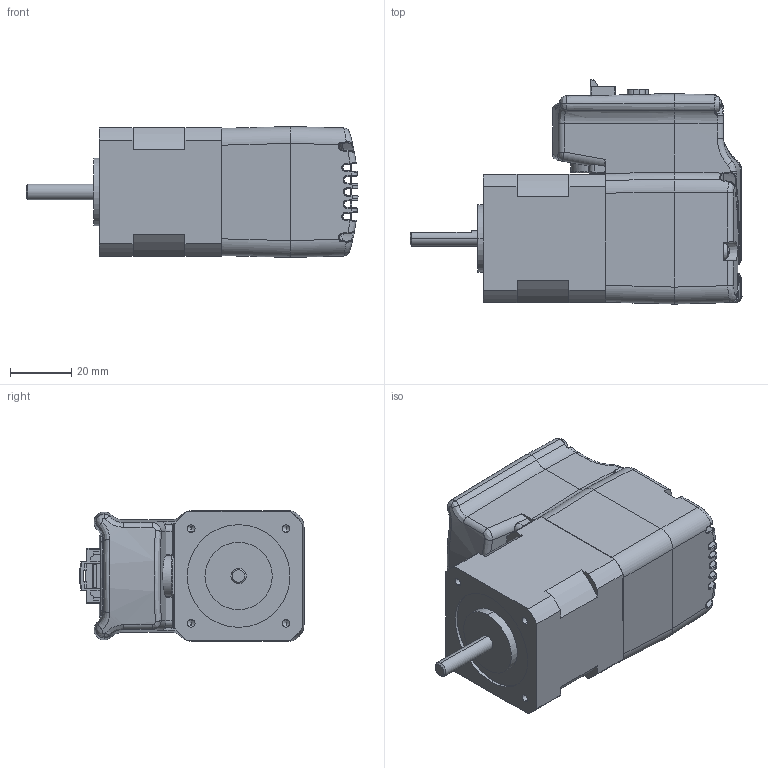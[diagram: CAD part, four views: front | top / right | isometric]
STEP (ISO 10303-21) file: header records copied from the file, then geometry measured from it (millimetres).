
FILE_DESCRIPTION (( 'STEP AP203' ), '1' );
FILE_NAME ('P16-MO-042-02-R00.STEP', '2015-04-15T03:00:55', ( '' ), ( '' ), 'SwSTEP 2.0', 'SolidWorks 2013', '' );
FILE_SCHEMA (( 'CONFIG_CONTROL_DESIGN' ));
Length unit declared in the file: millimetre
Products named in the file (20): ﾆﾞｽｺ ﾀﾔｷﾂ ｹ貎ﾄ ｼｳﾁ､ ｽｺﾀｧﾄ｡-1; 蝶嬪纂-1; M16-EC-042-01-R00; ﾆﾞｽｺ ﾀﾔｷﾂ ｹ貎ﾄ ｼｳﾁ､ ｽｺﾀｧﾄ｡-2; 蝶嬪纂-2; ﾀﾔﾃ箙ﾂ ﾁ｢ｼﾓ ﾄｿｳﾘﾅﾍ; 匙飘况农 ID 钎矫 棺 惑怕 钎矫; 瞪錳薄樓醴喀攪-1; 烹脚加档 汲沥 胶困摹; 瞪錳薄樓醴喀攪-2; round cross head screw_ks_KS 1023 RC - M3 x 20-N; 瞪錳薄樓醴喀攪-3; M11-MO-042-02-R01(EzM-42M-01)_湀_; 瞪錳薄樓醴喀攪-4; M15-EC-042-01-R00; P16-MO-042-02-R00; 瞪錳薄樓醴喀攪-5; M15-EC-042-02-R00; RS-232C 鱔褐醴喀攪; M15-EC-042-05-R00
Assembly tree (23 placements, depth 2):
  P16-MO-042-02-R00
    M15-EC-042-01-R00
    M15-EC-042-02-R00
    M15-EC-042-05-R00
    M16-EC-042-01-R00
    ﾀﾔﾃ箙ﾂ ﾁ｢ｼﾓ ﾄｿｳﾘﾅﾍ
    瞪錳薄樓醴喀攪-1
    瞪錳薄樓醴喀攪-2
    瞪錳薄樓醴喀攪-3
    瞪錳薄樓醴喀攪-4
    瞪錳薄樓醴喀攪-5
    RS-232C 鱔褐醴喀攪  x2
    ﾆﾞｽｺ ﾀﾔｷﾂ ｹ貎ﾄ ｼｳﾁ､ ｽｺﾀｧﾄ｡-1
    ﾆﾞｽｺ ﾀﾔｷﾂ ｹ貎ﾄ ｼｳﾁ､ ｽｺﾀｧﾄ｡-2
    蝶嬪纂-1
    蝶嬪纂-2
    匙飘况农 ID 钎矫 棺 惑怕 钎矫
    烹脚加档 汲沥 胶困摹
    round cross head screw_ks_KS 1023 RC - M3 x 20-N  x4
    M11-MO-042-02-R01(EzM-42M-01)_湀_
Bounding box: 108.59 x 73.3 x 42.8 mm (x, y, z)
Volume: 93422.7 mm3; surface area: 52368.5 mm2
Topology: 20 solids, 25 shells, 2513 faces, 6481 edges, 4006 vertices
Faces by surface type: plane 1187, cylinder 728, bspline 378, cone 95, torus 74, sphere 51
Entity records: 114131 total; most frequent: CARTESIAN_POINT 61614, ORIENTED_EDGE 11646, DIRECTION 8413, EDGE_CURVE 5846, VERTEX_POINT 3656, VECTOR 2999, LINE 2999, AXIS2_PLACEMENT_3D 2707
